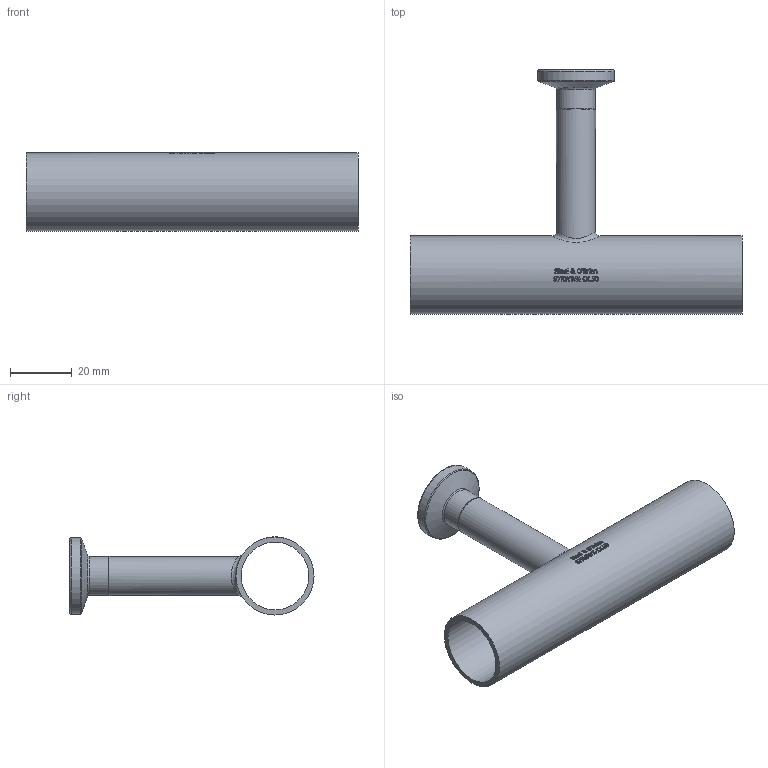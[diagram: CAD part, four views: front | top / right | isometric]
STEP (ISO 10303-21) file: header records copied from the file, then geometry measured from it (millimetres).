
FILE_DESCRIPTION(/* description */ (''),/* implementation_level */ '2;1');
FILE_NAME(/* name */ 'S7RWWK-1X.50.stp',/* time_stamp */ '2018-11-29T11:05:38-05:00',/* author */ ('ken'),/* organization */ (''),/* preprocessor_version */ 'ST-DEVELOPER v15.2',/* originating_system */ 'Autodesk Inventor 2014',/* authorisation */ '');
FILE_SCHEMA (('AUTOMOTIVE_DESIGN { 1 0 10303 214 3 1 1 }'));
Length unit declared in the file: inch
Products named in the file (1): S7RWWK-1X.50
Bounding box: 107.95 x 79.38 x 25.4 mm (x, y, z)
Volume: 17626 mm3; surface area: 20994.1 mm2
Topology: 1 solids, 1 shells, 404 faces, 1081 edges, 718 vertices
Faces by surface type: plane 183, bspline 169, cylinder 44, torus 6, cone 2
Full cylindrical faces by diameter (mm): 9.398 x2, 12.7 x2, 21.895 x1, 22.098 x1, 24.994 x1, 25.4 x1
Entity records: 15934 total; most frequent: CARTESIAN_POINT 6782, ORIENTED_EDGE 2120, DIRECTION 1409, EDGE_CURVE 1060, VERTEX_POINT 714, LINE 505, VECTOR 505, EDGE_LOOP 464
